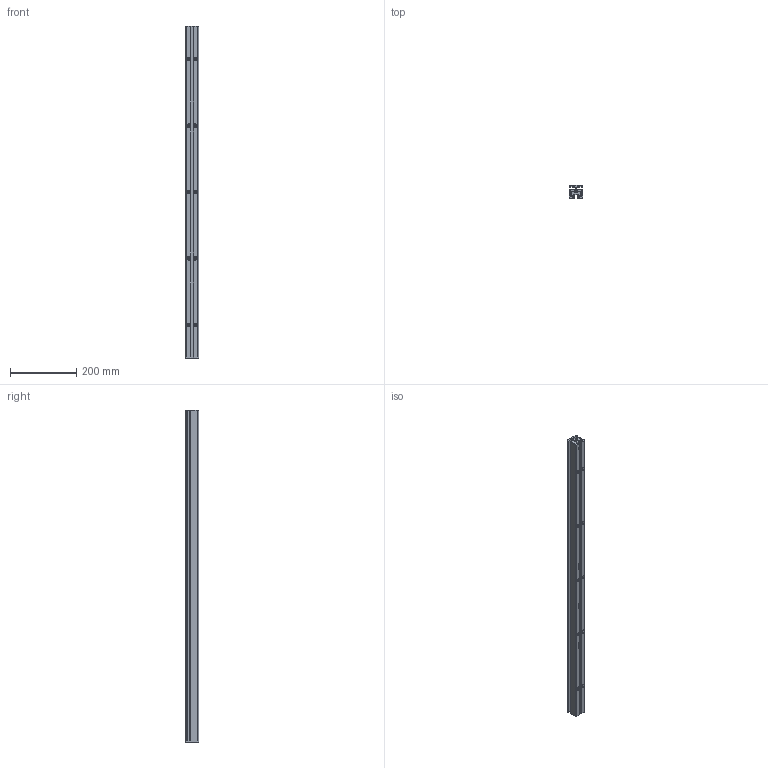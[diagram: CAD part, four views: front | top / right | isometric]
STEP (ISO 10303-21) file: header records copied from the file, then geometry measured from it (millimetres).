
FILE_DESCRIPTION(/* description */ (''),/* implementation_level */ '2;1');
FILE_NAME(/* name */ '10113_KriTec_Klemmprofil_8_40x40_180.stp',/* time_stamp */ '2014-10-07T10:02:19+02:00',/* author */ ('kostic'),/* organization */ (''),/* preprocessor_version */ 'ST-DEVELOPER v15.2',/* originating_system */ 'Autodesk Inventor 2014',/* authorisation */ '');
FILE_SCHEMA (('AUTOMOTIVE_DESIGN { 1 0 10303 214 3 1 1 }'));
Length unit declared in the file: millimetre
Products named in the file (3): 10113_KriTec_Klemmprofil_8_40x40-180°; 10189_KriTec_Profilleiste_19x11,5
Bounding box: 40 x 40 x 1000 mm (x, y, z)
Volume: 1044099.7 mm3; surface area: 480305.8 mm2
Topology: 3 solids, 3 shells, 235 faces, 787 edges, 523 vertices
Faces by surface type: cylinder 121, plane 114
Full cylindrical faces by diameter (mm): 4.917 x10, 6.8 x1, 10.5 x10
Entity records: 8952 total; most frequent: CARTESIAN_POINT 2611, ORIENTED_EDGE 1400, DIRECTION 1224, EDGE_CURVE 700, VERTEX_POINT 474, AXIS2_PLACEMENT_3D 427, LINE 370, VECTOR 370
